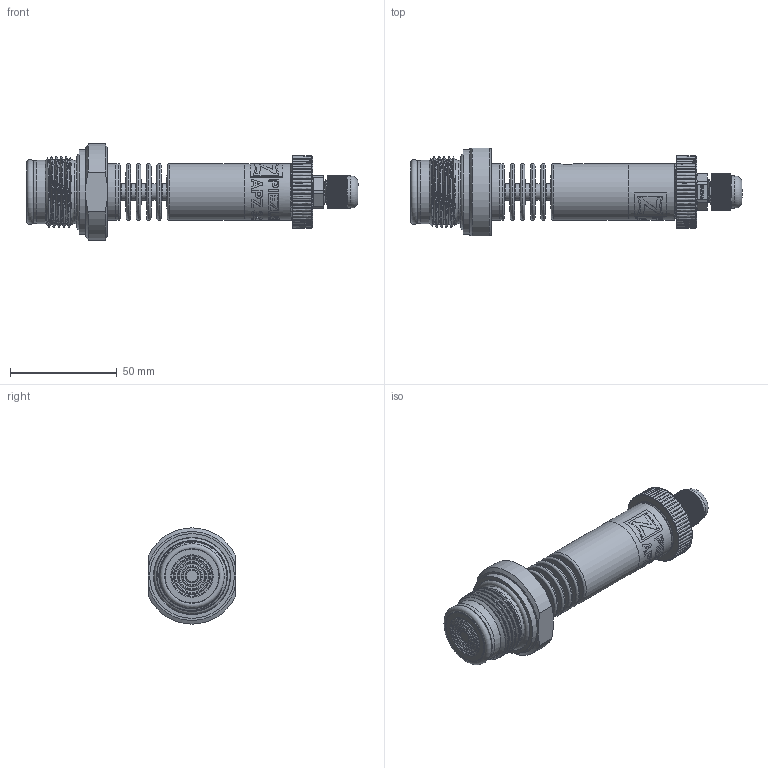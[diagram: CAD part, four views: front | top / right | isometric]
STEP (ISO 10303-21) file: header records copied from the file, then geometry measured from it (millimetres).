
FILE_DESCRIPTION(/* description */ (''),/* implementation_level */ '2;1');
FILE_NAME(/* name */ 'APZ3420s_G1-solidflush_radiator_2.step',/* time_stamp */ '2021-07-08T14:37:14+03:00',/* author */ (''),/* organization */ (''),/* preprocessor_version */ 'ST-DEVELOPER v18.1',/* originating_system */ 'Autodesk Translation Framework v10.9.0.1377',/* authorisation */ '');
FILE_SCHEMA (('AUTOMOTIVE_DESIGN { 1 0 10303 214 3 1 1 }'));
Products named in the file (10): АПЗ 3420S заполненная; OMAL nut M27x1.5; Ш100.000.001; M12x1.5 Cable gland; Cable gland; Rubber gasket; M12 Domed nut; shell radiator; shell 29 ; МР00-01.266.400.125 (Full G1DIN) v2
Assembly tree (9 placements, depth 3):
  АПЗ 3420S заполненная
    OMAL nut M27x1.5
    Ш100.000.001
    M12x1.5 Cable gland
      Cable gland
      Rubber gasket
      M12 Domed nut
    shell radiator
    shell 29 
    МР00-01.266.400.125 (Full G1DIN) v2
Bounding box: 155.16 x 41 x 45 mm (x, y, z)
Volume: 88752.6 mm3; surface area: 34537.9 mm2
Topology: 10 solids, 10 shells, 2788 faces, 8128 edges, 5419 vertices
Faces by surface type: plane 1501, cylinder 789, bspline 426, torus 42, cone 29, sphere 1
Full cylindrical faces by diameter (mm): 1 x6, 2 x2, 7.183 x1, 7.5 x6, 8 x1, 9.976 x5, 10 x6, 10.376 x4, 10.526 x3, 11.6 x4, 12 x5, 12.203 x3, 12.6 x1, 15 x1, 17 x1, 21.4 x2, 22.3 x1, 22.5 x2, 24.5 x5, 25.132 x4, 25.437 x1, 25.526 x4, 26.5 x8, 27.208 x5, 29.5 x1, 29.6 x1, 30.291 x4, 35.6 x1, 39.6 x1
Entity records: 118302 total; most frequent: CARTESIAN_POINT 47583, ORIENTED_EDGE 16256, DIRECTION 12797, EDGE_CURVE 8128, VERTEX_POINT 5419, LINE 4345, VECTOR 4345, AXIS2_PLACEMENT_3D 4226
